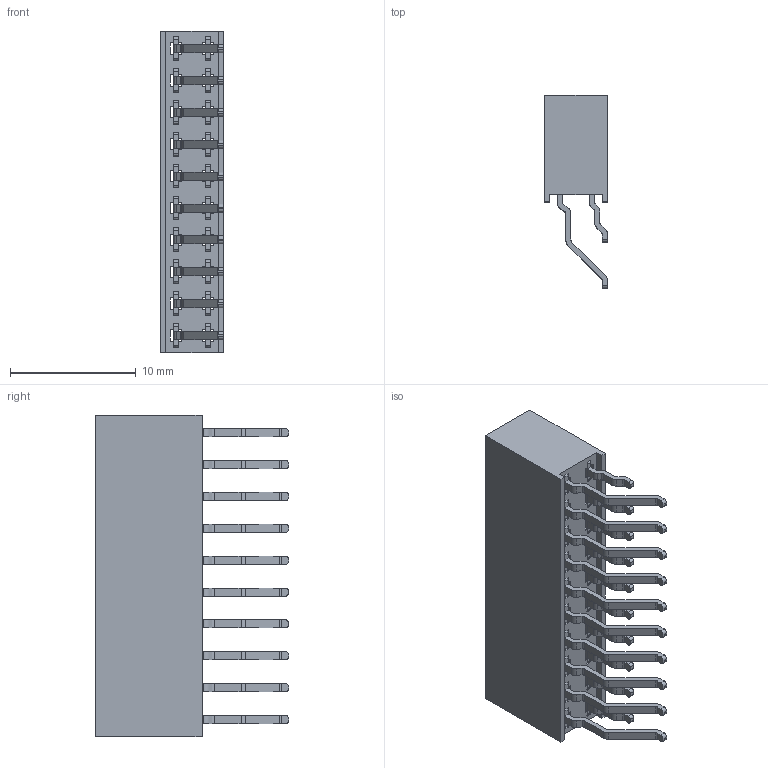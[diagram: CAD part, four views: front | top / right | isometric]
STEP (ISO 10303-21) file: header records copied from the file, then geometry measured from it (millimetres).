
FILE_DESCRIPTION(('STEP AP242'),'1');
FILE_NAME('m20-7921042r.stp','2024-09-10T04:11:33',('TraceParts'),('TraceParts S.A.'),'Spatial InterOp 3D',' ',' ');
FILE_SCHEMA(('AP242_MANAGED_MODEL_BASED_3D_ENGINEERING_MIM_LF {1 0 10303 442 1 1 4}'));
Length unit declared in the file: millimetre
Products named in the file (1): m20-7921042r_1
Bounding box: 5 x 15.4 x 25.65 mm (x, y, z)
Volume: 937.5 mm3; surface area: 2381.1 mm2
Topology: 21 solids, 21 shells, 1470 faces, 4144 edges, 2736 vertices
Faces by surface type: plane 890, cylinder 540, bspline 40
Entity records: 52512 total; most frequent: CARTESIAN_POINT 9691, ORIENTED_EDGE 8288, DIRECTION 8046, EDGE_CURVE 4144, LINE 2984, VECTOR 2984, VERTEX_POINT 2736, AXIS2_PLACEMENT_3D 2531
